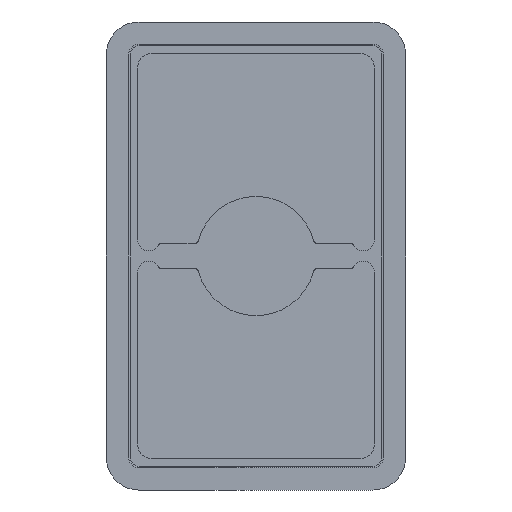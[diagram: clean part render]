
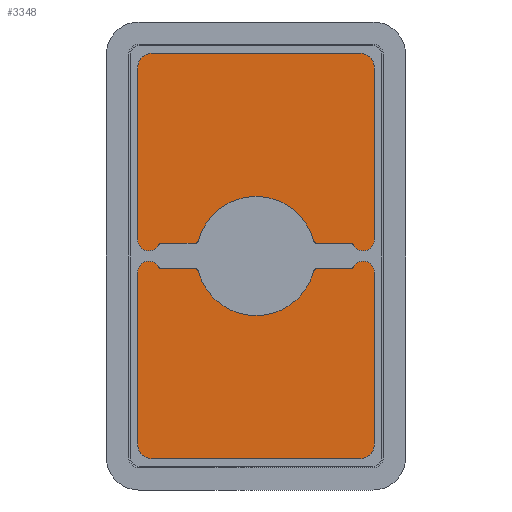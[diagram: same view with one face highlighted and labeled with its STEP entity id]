
A CAD part, front view. The second image highlights one B-rep face of the part: STEP entity #3348.
In plain terms, the highlighted planar face has unit normal (0, -1, 0).
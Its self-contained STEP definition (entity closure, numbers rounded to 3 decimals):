
#201 = CARTESIAN_POINT ( 'NONE',  ( 8.75, 0., -13.8 ) ) ;
#252 = VERTEX_POINT ( 'NONE', #4717 ) ;
#269 = ORIENTED_EDGE ( 'NONE', *, *, #3891, .F. ) ;
#287 = LINE ( 'NONE', #4732, #4046 ) ;
#375 = ORIENTED_EDGE ( 'NONE', *, *, #5143, .T. ) ;
#409 = EDGE_CURVE ( 'NONE', #2588, #4509, #2792, .T. ) ;
#420 = DIRECTION ( 'NONE',  ( 0., 0., -1. ) ) ;
#442 = VERTEX_POINT ( 'NONE', #4971 ) ;
#460 = CARTESIAN_POINT ( 'NONE',  ( 8.15, 0., -13.8 ) ) ;
#477 = CARTESIAN_POINT ( 'NONE',  ( 8.15, 0., -14.4 ) ) ;
#631 = DIRECTION ( 'NONE',  ( 0., 0., -1. ) ) ;
#647 = ORIENTED_EDGE ( 'NONE', *, *, #4003, .F. ) ;
#964 = CARTESIAN_POINT ( 'NONE',  ( -8.75, 0., -13.8 ) ) ;
#993 = VECTOR ( 'NONE', #3551, 1000. ) ;
#1017 = VECTOR ( 'NONE', #3994, 1000. ) ;
#1035 = DIRECTION ( 'NONE',  ( 0., -1., 0. ) ) ;
#1056 = EDGE_CURVE ( 'NONE', #4226, #4509, #3479, .T. ) ;
#1084 = PLANE ( 'NONE',  #3268 ) ;
#1144 = LINE ( 'NONE', #2248, #1017 ) ;
#1282 = VECTOR ( 'NONE', #3381, 1000. ) ;
#1359 = EDGE_LOOP ( 'NONE', ( #5373, #647, #269, #2194, #3129, #2145, #375, #3474 ) ) ;
#1488 = DIRECTION ( 'NONE',  ( 0., -1., 0. ) ) ;
#1528 = CARTESIAN_POINT ( 'NONE',  ( 8.15, 0., 13.8 ) ) ;
#1604 = DIRECTION ( 'NONE',  ( 0., -1., 0. ) ) ;
#1763 = DIRECTION ( 'NONE',  ( 0., 1., 0. ) ) ;
#1897 = CARTESIAN_POINT ( 'NONE',  ( 8.15, 0., -14.4 ) ) ;
#1913 = EDGE_CURVE ( 'NONE', #442, #252, #287, .T. ) ;
#1925 = AXIS2_PLACEMENT_3D ( 'NONE', #2892, #3756, #420 ) ;
#2088 = CARTESIAN_POINT ( 'NONE',  ( -8.15, 0., -13.8 ) ) ;
#2145 = ORIENTED_EDGE ( 'NONE', *, *, #4496, .F. ) ;
#2194 = ORIENTED_EDGE ( 'NONE', *, *, #4239, .T. ) ;
#2238 = AXIS2_PLACEMENT_3D ( 'NONE', #460, #1763, #4178 ) ;
#2248 = CARTESIAN_POINT ( 'NONE',  ( 8.75, 0., 0. ) ) ;
#2434 = DIRECTION ( 'NONE',  ( 0., 0., 1. ) ) ;
#2513 = CARTESIAN_POINT ( 'NONE',  ( -8.75, 0., 13.8 ) ) ;
#2588 = VERTEX_POINT ( 'NONE', #964 ) ;
#2626 = CIRCLE ( 'NONE', #1925, 0.6 ) ;
#2693 = CIRCLE ( 'NONE', #2238, 0.6 ) ;
#2792 = CIRCLE ( 'NONE', #5156, 0.6 ) ;
#2804 = CIRCLE ( 'NONE', #3158, 0.6 ) ;
#2892 = CARTESIAN_POINT ( 'NONE',  ( -8.15, 0., 13.8 ) ) ;
#2910 = CARTESIAN_POINT ( 'NONE',  ( -8.15, 0., -14.4 ) ) ;
#3104 = CARTESIAN_POINT ( 'NONE',  ( 8.15, 0., -13.8 ) ) ;
#3129 = ORIENTED_EDGE ( 'NONE', *, *, #1913, .T. ) ;
#3158 = AXIS2_PLACEMENT_3D ( 'NONE', #1528, #1035, #4392 ) ;
#3268 = AXIS2_PLACEMENT_3D ( 'NONE', #3104, #1488, #631 ) ;
#3348 = ADVANCED_FACE ( 'NONE', ( #3849 ), #1084, .T. ) ;
#3381 = DIRECTION ( 'NONE',  ( -1., 0., 0. ) ) ;
#3474 = ORIENTED_EDGE ( 'NONE', *, *, #409, .T. ) ;
#3479 = LINE ( 'NONE', #477, #1282 ) ;
#3484 = CARTESIAN_POINT ( 'NONE',  ( 8.75, 0., 13.8 ) ) ;
#3551 = DIRECTION ( 'NONE',  ( 0., 0., -1. ) ) ;
#3756 = DIRECTION ( 'NONE',  ( 0., 1., 0. ) ) ;
#3849 = FACE_OUTER_BOUND ( 'NONE', #1359, .T. ) ;
#3891 = EDGE_CURVE ( 'NONE', #5131, #5106, #1144, .T. ) ;
#3968 = DIRECTION ( 'NONE',  ( -1., 0., 0. ) ) ;
#3994 = DIRECTION ( 'NONE',  ( 0., 0., -1. ) ) ;
#4003 = EDGE_CURVE ( 'NONE', #5106, #4226, #2693, .T. ) ;
#4046 = VECTOR ( 'NONE', #3968, 1000. ) ;
#4156 = LINE ( 'NONE', #4311, #993 ) ;
#4178 = DIRECTION ( 'NONE',  ( 0., 0., 1. ) ) ;
#4226 = VERTEX_POINT ( 'NONE', #1897 ) ;
#4239 = EDGE_CURVE ( 'NONE', #5131, #442, #2804, .T. ) ;
#4311 = CARTESIAN_POINT ( 'NONE',  ( -8.75, 0., 0. ) ) ;
#4392 = DIRECTION ( 'NONE',  ( 0., 0., -1. ) ) ;
#4489 = VERTEX_POINT ( 'NONE', #2513 ) ;
#4496 = EDGE_CURVE ( 'NONE', #4489, #252, #2626, .T. ) ;
#4509 = VERTEX_POINT ( 'NONE', #2910 ) ;
#4717 = CARTESIAN_POINT ( 'NONE',  ( -8.15, 0., 14.4 ) ) ;
#4732 = CARTESIAN_POINT ( 'NONE',  ( 8.15, 0., 14.4 ) ) ;
#4971 = CARTESIAN_POINT ( 'NONE',  ( 8.15, 0., 14.4 ) ) ;
#5106 = VERTEX_POINT ( 'NONE', #201 ) ;
#5131 = VERTEX_POINT ( 'NONE', #3484 ) ;
#5143 = EDGE_CURVE ( 'NONE', #4489, #2588, #4156, .T. ) ;
#5156 = AXIS2_PLACEMENT_3D ( 'NONE', #2088, #1604, #2434 ) ;
#5373 = ORIENTED_EDGE ( 'NONE', *, *, #1056, .F. ) ;
